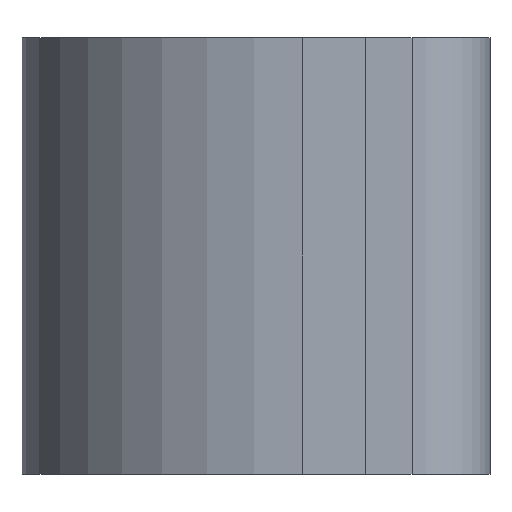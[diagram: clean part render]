
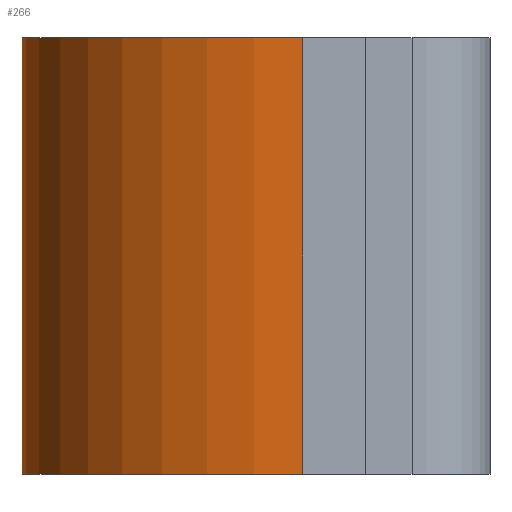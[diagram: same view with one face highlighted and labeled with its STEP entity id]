
A CAD part, left-side view. The second image highlights one B-rep face of the part: STEP entity #266.
In plain terms, the highlighted cylindrical face has radius 9 mm (diameter 18 mm), a partial arc.
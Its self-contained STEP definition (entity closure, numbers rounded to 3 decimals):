
#22 = EDGE_CURVE ( 'NONE', #356, #478, #446, .T. ) ;
#27 = CYLINDRICAL_SURFACE ( 'NONE', #175, 9. ) ;
#50 = FACE_OUTER_BOUND ( 'NONE', #242, .T. ) ;
#54 = DIRECTION ( 'NONE',  ( 0., 0., -1. ) ) ;
#68 = CIRCLE ( 'NONE', #213, 9. ) ;
#114 = CARTESIAN_POINT ( 'NONE',  ( -14.5, 6., 7. ) ) ;
#151 = CARTESIAN_POINT ( 'NONE',  ( -14.5, 6., -7. ) ) ;
#154 = AXIS2_PLACEMENT_3D ( 'NONE', #364, #357, #341 ) ;
#175 = AXIS2_PLACEMENT_3D ( 'NONE', #183, #314, #208 ) ;
#183 = CARTESIAN_POINT ( 'NONE',  ( -23.5, 6., 7. ) ) ;
#198 = EDGE_CURVE ( 'NONE', #478, #392, #68, .T. ) ;
#208 = DIRECTION ( 'NONE',  ( -1., 0., 0. ) ) ;
#213 = AXIS2_PLACEMENT_3D ( 'NONE', #549, #385, #545 ) ;
#233 = ORIENTED_EDGE ( 'NONE', *, *, #376, .F. ) ;
#242 = EDGE_LOOP ( 'NONE', ( #449, #233, #530, #487 ) ) ;
#266 = ADVANCED_FACE ( 'NONE', ( #50 ), #27, .T. ) ;
#314 = DIRECTION ( 'NONE',  ( 0., 0., -1. ) ) ;
#319 = CARTESIAN_POINT ( 'NONE',  ( -32.5, 6., 7. ) ) ;
#341 = DIRECTION ( 'NONE',  ( 1., 0., 0. ) ) ;
#356 = VERTEX_POINT ( 'NONE', #558 ) ;
#357 = DIRECTION ( 'NONE',  ( 0., 0., 1. ) ) ;
#364 = CARTESIAN_POINT ( 'NONE',  ( -23.5, 6., 7. ) ) ;
#376 = EDGE_CURVE ( 'NONE', #416, #392, #543, .T. ) ;
#385 = DIRECTION ( 'NONE',  ( 0., 0., 1. ) ) ;
#392 = VERTEX_POINT ( 'NONE', #423 ) ;
#396 = EDGE_CURVE ( 'NONE', #356, #416, #501, .T. ) ;
#411 = VECTOR ( 'NONE', #54, 1000. ) ;
#416 = VERTEX_POINT ( 'NONE', #319 ) ;
#423 = CARTESIAN_POINT ( 'NONE',  ( -32.5, 6., -7. ) ) ;
#446 = LINE ( 'NONE', #114, #411 ) ;
#449 = ORIENTED_EDGE ( 'NONE', *, *, #198, .T. ) ;
#472 = CARTESIAN_POINT ( 'NONE',  ( -32.5, 6., 7. ) ) ;
#475 = DIRECTION ( 'NONE',  ( 0., 0., -1. ) ) ;
#478 = VERTEX_POINT ( 'NONE', #151 ) ;
#487 = ORIENTED_EDGE ( 'NONE', *, *, #22, .T. ) ;
#501 = CIRCLE ( 'NONE', #154, 9. ) ;
#530 = ORIENTED_EDGE ( 'NONE', *, *, #396, .F. ) ;
#539 = VECTOR ( 'NONE', #475, 1000. ) ;
#543 = LINE ( 'NONE', #472, #539 ) ;
#545 = DIRECTION ( 'NONE',  ( 1., 0., 0. ) ) ;
#549 = CARTESIAN_POINT ( 'NONE',  ( -23.5, 6., -7. ) ) ;
#558 = CARTESIAN_POINT ( 'NONE',  ( -14.5, 6., 7. ) ) ;
